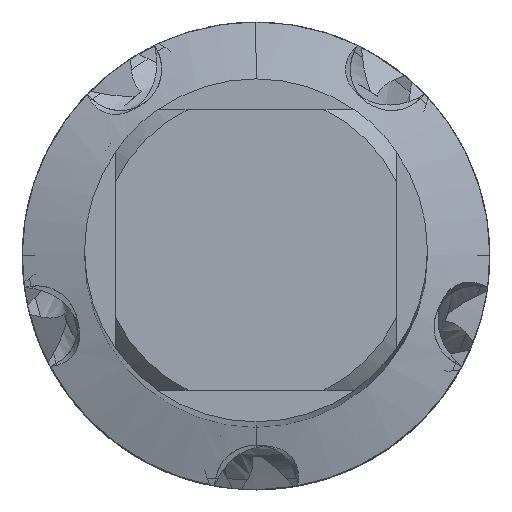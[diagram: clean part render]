
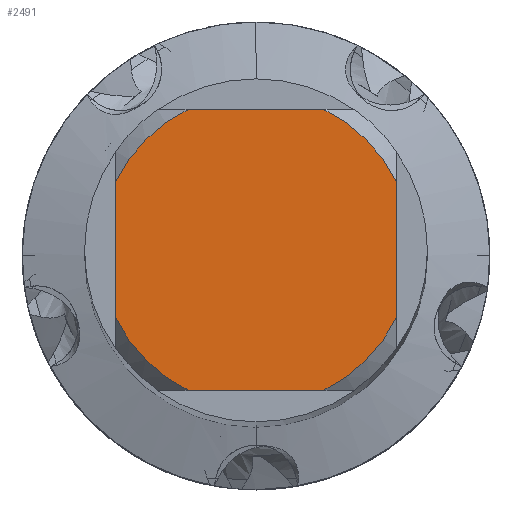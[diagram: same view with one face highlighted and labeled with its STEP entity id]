
A CAD part, top view. The second image highlights one B-rep face of the part: STEP entity #2491.
In plain terms, the highlighted planar face has unit normal (0, 0, 1).
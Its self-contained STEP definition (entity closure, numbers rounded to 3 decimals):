
#2277=EDGE_CURVE('',#2697,#2279,#6441,.T.);
#2279=VERTEX_POINT('',#6443);
#2371=VERTEX_POINT('',#6540);
#2491=ADVANCED_FACE('',(#6671),#6672,.T.);
#2697=VERTEX_POINT('',#6895);
#3685=VERTEX_POINT('',#7976);
#3711=EDGE_CURVE('',#2697,#2371,#8003,.T.);
#3725=VERTEX_POINT('',#8017);
#4085=VERTEX_POINT('',#8412);
#4171=EDGE_CURVE('',#6075,#2279,#8506,.T.);
#4375=EDGE_CURVE('',#3685,#3725,#8731,.T.);
#4517=EDGE_CURVE('',#3685,#2371,#8885,.T.);
#4699=EDGE_CURVE('',#6075,#4827,#9082,.T.);
#4827=VERTEX_POINT('',#9223);
#4887=EDGE_CURVE('',#4085,#4827,#9287,.T.);
#5307=EDGE_CURVE('',#4085,#3725,#9740,.T.);
#6075=VERTEX_POINT('',#10568);
#6441=CIRCLE('',#11895,10.0);
#6443=CARTESIAN_POINT('',(9.0,4.359,0.0));
#6540=CARTESIAN_POINT('',(-4.359,9.0,0.0));
#6671=FACE_OUTER_BOUND('',#12738,.T.);
#6672=PLANE('',#12739);
#6895=CARTESIAN_POINT('',(4.359,9.0,0.0));
#7976=CARTESIAN_POINT('',(-9.0,4.359,0.0));
#8003=LINE('',#19568,#19569);
#8017=CARTESIAN_POINT('',(-9.0,-4.359,0.0));
#8412=CARTESIAN_POINT('',(-4.359,-9.0,0.0));
#8506=LINE('',#23070,#23071);
#8731=LINE('',#23994,#23995);
#8885=CIRCLE('',#25076,10.0);
#9082=CIRCLE('',#25882,10.0);
#9223=CARTESIAN_POINT('',(4.359,-9.0,0.0));
#9287=LINE('',#27086,#27087);
#9740=CIRCLE('',#29918,10.0);
#10568=CARTESIAN_POINT('',(9.0,-4.359,0.0));
#11895=AXIS2_PLACEMENT_3D('',#35388,#35389,#35390);
#12738=EDGE_LOOP('',(#35582,#35583,#35584,#35585,#35586,#35587,#35588,#35589));
#12739=AXIS2_PLACEMENT_3D('',#35590,#35591,#35592);
#19568=CARTESIAN_POINT('',(0.0,9.0,0.0));
#19569=VECTOR('',#36863,1.0);
#23070=CARTESIAN_POINT('',(9.0,2.5,0.0));
#23071=VECTOR('',#37389,1.0);
#23994=CARTESIAN_POINT('',(-9.0,2.5,0.0));
#23995=VECTOR('',#37627,1.0);
#25076=AXIS2_PLACEMENT_3D('',#37820,#37821,#37822);
#25882=AXIS2_PLACEMENT_3D('',#38004,#38005,#38006);
#27086=CARTESIAN_POINT('',(0.0,-9.0,0.0));
#27087=VECTOR('',#38205,1.0);
#29918=AXIS2_PLACEMENT_3D('',#38612,#38613,#38614);
#35388=CARTESIAN_POINT('',(0.0,0.0,0.0));
#35389=DIRECTION('',(0.0,0.0,-1.0));
#35390=DIRECTION('',(0.0,1.0,0.0));
#35582=ORIENTED_EDGE('',*,*,#4375,.T.);
#35583=ORIENTED_EDGE('',*,*,#5307,.F.);
#35584=ORIENTED_EDGE('',*,*,#4887,.T.);
#35585=ORIENTED_EDGE('',*,*,#4699,.F.);
#35586=ORIENTED_EDGE('',*,*,#4171,.T.);
#35587=ORIENTED_EDGE('',*,*,#2277,.F.);
#35588=ORIENTED_EDGE('',*,*,#3711,.T.);
#35589=ORIENTED_EDGE('',*,*,#4517,.F.);
#35590=CARTESIAN_POINT('',(0.0,5.0,0.0));
#35591=DIRECTION('',(-0.0,0.0,1.0));
#35592=DIRECTION('',(0.0,-1.0,0.0));
#36863=DIRECTION('',(-1.0,0.0,0.0));
#37389=DIRECTION('',(-0.0,1.0,0.0));
#37627=DIRECTION('',(-0.0,-1.0,0.0));
#37820=CARTESIAN_POINT('',(0.0,0.0,0.0));
#37821=DIRECTION('',(0.0,0.0,-1.0));
#37822=DIRECTION('',(0.0,1.0,0.0));
#38004=CARTESIAN_POINT('',(0.0,0.0,0.0));
#38005=DIRECTION('',(0.0,0.0,-1.0));
#38006=DIRECTION('',(0.0,1.0,0.0));
#38205=DIRECTION('',(1.0,0.0,0.0));
#38612=CARTESIAN_POINT('',(0.0,0.0,0.0));
#38613=DIRECTION('',(0.0,0.0,-1.0));
#38614=DIRECTION('',(0.0,1.0,0.0));
